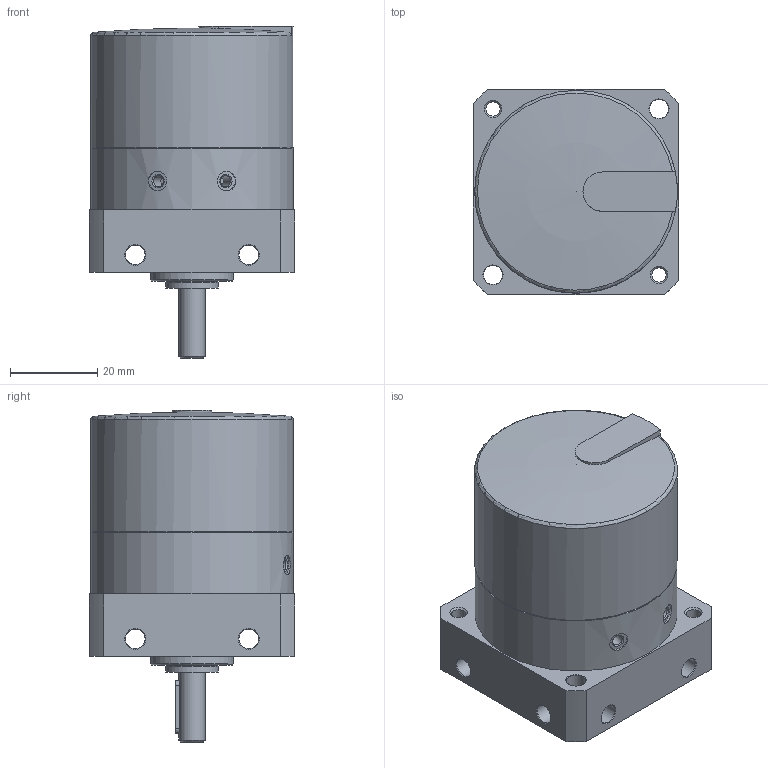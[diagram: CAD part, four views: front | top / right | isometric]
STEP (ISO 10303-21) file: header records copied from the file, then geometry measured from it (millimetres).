
FILE_DESCRIPTION(/* description */ ('STEP AP214'),/* implementation_level */ '2;1');
FILE_NAME(/* name */ '175829_DSM-10-240-P-FF',/* time_stamp */ '2024-08-21T17:50:25+02:00',/* author */ ('License CC BY-ND 4.0'),/* organization */ ('CADENAS'),/* preprocessor_version */ 'ST-DEVELOPER v19.3',/* originating_system */ 'PARTsolutions',/* authorisation */ ' ');
FILE_SCHEMA (('MODEL_BASED_INTEGRATED_MANUFACTURING_SCHEMA','PROCESS_PLANNING_SCHEMA','AP242_MANAGED_MODEL_BASED_3D_ENGINEERING_MIM_LF { 1 0 10303 442 3 1 4 }','AUTOMOTIVE_DESIGN {1 0 10303 214 3 1 1}'));
Length unit declared in the file: millimetre
Products named in the file (3): 175829 DSM-10-240-P-FF---(120); 175829 DSM-10-240-P-FF---(120_RZ); 175829 DSM-10-240-P-FF---(K)
Assembly tree (2 placements, depth 2):
  175829 DSM-10-240-P-FF---(120)
    175829 DSM-10-240-P-FF---(120_RZ)
    175829 DSM-10-240-P-FF---(K)
Bounding box: 47 x 47 x 76 mm (x, y, z)
Volume: 92742.2 mm3; surface area: 20861 mm2
Topology: 2 solids, 2 shells, 102 faces, 247 edges, 149 vertices
Faces by surface type: cylinder 40, plane 30, cone 30, sphere 1, torus 1
Full cylindrical faces by diameter (mm): 2.013 x1, 2.459 x2, 2.7 x1, 3.242 x2, 4.3 x2, 4.5 x14, 6 x1, 8 x2, 12 x1, 19 x1, 35.264 x1, 46.4 x2
Entity records: 2747 total; most frequent: DIRECTION 486, CARTESIAN_POINT 483, ORIENTED_EDGE 352, AXIS2_PLACEMENT_3D 214, FACE_BOUND 192, EDGE_LOOP 191, EDGE_CURVE 176, VERTEX_POINT 138
